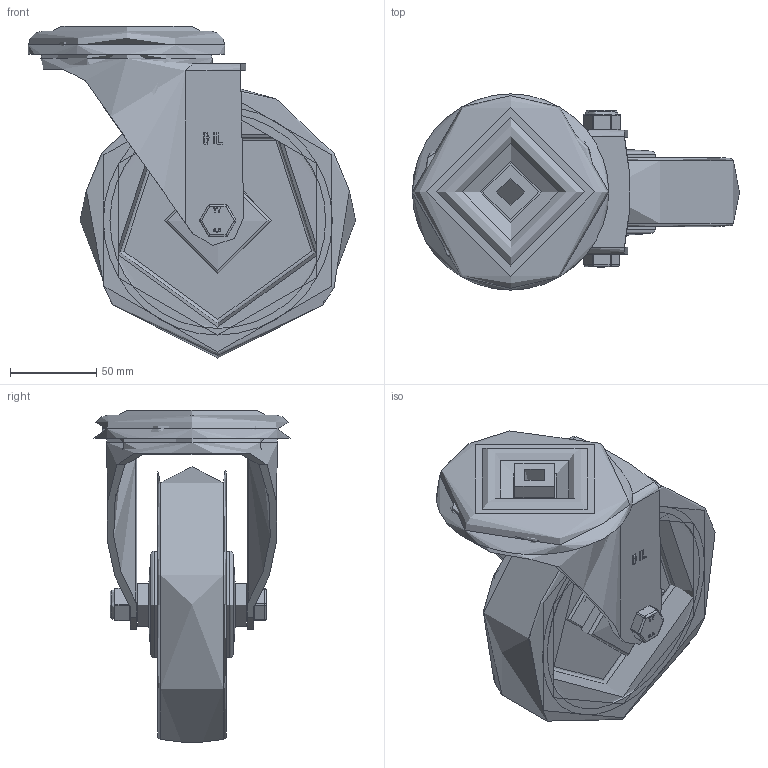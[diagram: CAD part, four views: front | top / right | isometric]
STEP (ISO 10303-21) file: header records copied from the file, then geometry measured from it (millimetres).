
FILE_DESCRIPTION(/* description */ (''),/* implementation_level */ '2;1');
FILE_NAME(/* name */ 'BZMM160STPRBJBH16.step',/* time_stamp */ '2024-10-01T15:42:06+01:00',/* author */ (''),/* organization */ (''),/* preprocessor_version */ 'ST-DEVELOPER v20',/* originating_system */ 'Autodesk Translation Framework v13.20.0.188',/* authorisation */ '');
FILE_SCHEMA (('AUTOMOTIVE_DESIGN { 1 0 10303 214 3 1 1 }'));
Length unit declared in the file: millimetre
Products named in the file (23): BZMM160STPRBJBH16; BZMM150ASBH16 - 64 v1; ZINC PLATED, PRESSED STEEL HEAD; ZINC PLATED, PRESSED STEEL FORKS; BZH160WSTPRBJM12 v1; 65 SHORE A THERMOPLASTIC RUBBER TYRE; POLYPROPYLENE RIM; BEARING6204; INNER; OUTER; BALL BEARINGS; Component3; MIDDLE; RUBBER; CAP; CAP Geometry; CAP2; HEXBOLTM12X80Z8.8 v2; GRADE 8.8 ZINC PLATED BOLT; NYLOCM12Z v1; NYLOC NUT; NUT; RUBBER (1)
Assembly tree (29 placements, depth 5):
  BZMM160STPRBJBH16
    BZMM150ASBH16 - 64 v1
      ZINC PLATED, PRESSED STEEL HEAD
      ZINC PLATED, PRESSED STEEL FORKS
    BZH160WSTPRBJM12 v1
      65 SHORE A THERMOPLASTIC RUBBER TYRE
      POLYPROPYLENE RIM
      BEARING6204
        INNER
        OUTER
        BALL BEARINGS
          Component3  x8
        MIDDLE
        RUBBER
      CAP
        CAP Geometry
        CAP2
    HEXBOLTM12X80Z8.8 v2
      GRADE 8.8 ZINC PLATED BOLT
    NYLOCM12Z v1
      NYLOC NUT
        NUT
        RUBBER (1)
Bounding box: 190 x 114 x 192.81 mm (x, y, z)
Volume: 661006.9 mm3; surface area: 246778 mm2
Topology: 22 solids, 22 shells, 773 faces, 1903 edges, 1244 vertices
Faces by surface type: plane 319, bspline 197, cylinder 165, sphere 42, torus 37, cone 13
Full cylindrical faces by diameter (mm): 9.836 x18, 11.834 x18, 12 x3, 12.2 x2, 12.6 x2, 14 x2, 16.2 x1, 18 x1, 18.5 x1, 19.9 x2, 20 x1, 25 x2, 26.25 x2, 27 x1, 28.5 x4, 30.8 x2, 31.3 x2, 32.5 x3, 40.3 x2, 40.5 x2, 40.8 x2, 41 x1, 42 x5, 43 x2, 46 x2, 47 x3, 48 x2, 51.5 x1, 52.5 x2, 56.5 x2
Entity records: 30799 total; most frequent: CARTESIAN_POINT 13242, ORIENTED_EDGE 3724, DIRECTION 3012, EDGE_CURVE 1862, VERTEX_POINT 1228, AXIS2_PLACEMENT_3D 1098, EDGE_LOOP 916, LINE 816
